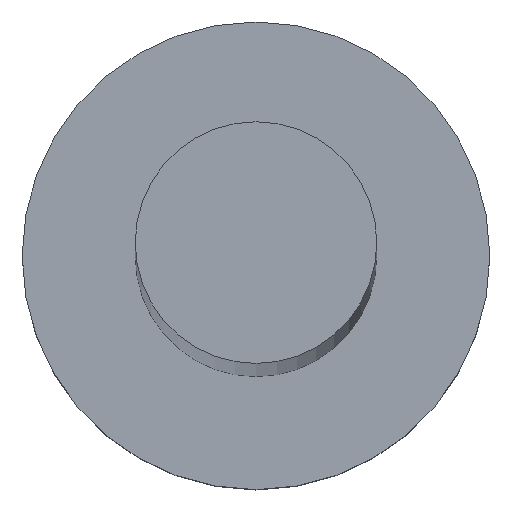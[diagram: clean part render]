
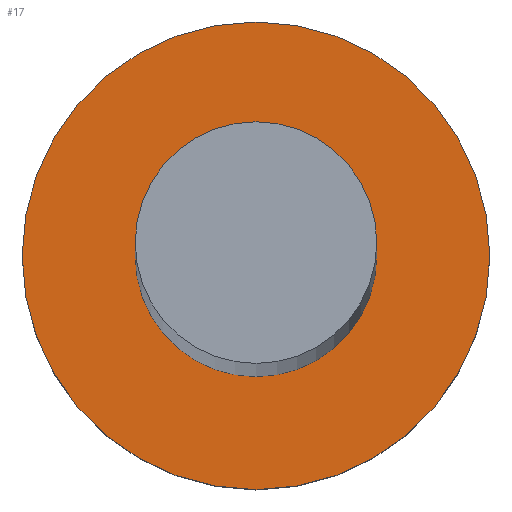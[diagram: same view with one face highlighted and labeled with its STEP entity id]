
A CAD part, top view. The second image highlights one B-rep face of the part: STEP entity #17.
In plain terms, the highlighted planar face has unit normal (0, 0, 1).
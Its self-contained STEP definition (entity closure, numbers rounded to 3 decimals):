
#16 = DIRECTION ( 'NONE',  ( 1., 0., 0. ) ) ;
#17 = ADVANCED_FACE ( 'NONE', ( #83, #66 ), #26, .T. ) ;
#26 = PLANE ( 'NONE',  #250 ) ;
#32 = EDGE_CURVE ( 'NONE', #149, #56, #161, .T. ) ;
#34 = AXIS2_PLACEMENT_3D ( 'NONE', #84, #150, #107 ) ;
#37 = VERTEX_POINT ( 'NONE', #67 ) ;
#46 = DIRECTION ( 'NONE',  ( 0., 0., 1. ) ) ;
#47 = CARTESIAN_POINT ( 'NONE',  ( -3.1, 0., 5. ) ) ;
#56 = VERTEX_POINT ( 'NONE', #47 ) ;
#64 = AXIS2_PLACEMENT_3D ( 'NONE', #232, #93, #16 ) ;
#66 = FACE_OUTER_BOUND ( 'NONE', #80, .T. ) ;
#67 = CARTESIAN_POINT ( 'NONE',  ( -6., 0., 5. ) ) ;
#80 = EDGE_LOOP ( 'NONE', ( #170, #125 ) ) ;
#83 = FACE_BOUND ( 'NONE', #213, .T. ) ;
#84 = CARTESIAN_POINT ( 'NONE',  ( 0., 0., 5. ) ) ;
#88 = DIRECTION ( 'NONE',  ( 0., 0., 1. ) ) ;
#89 = AXIS2_PLACEMENT_3D ( 'NONE', #227, #126, #105 ) ;
#93 = DIRECTION ( 'NONE',  ( 0., 0., 1. ) ) ;
#96 = VERTEX_POINT ( 'NONE', #127 ) ;
#99 = EDGE_CURVE ( 'NONE', #96, #37, #217, .T. ) ;
#103 = DIRECTION ( 'NONE',  ( 1., 0., 0. ) ) ;
#105 = DIRECTION ( 'NONE',  ( 1., 0., 0. ) ) ;
#107 = DIRECTION ( 'NONE',  ( 1., 0., 0. ) ) ;
#109 = AXIS2_PLACEMENT_3D ( 'NONE', #148, #46, #103 ) ;
#125 = ORIENTED_EDGE ( 'NONE', *, *, #99, .T. ) ;
#126 = DIRECTION ( 'NONE',  ( 0., 0., 1. ) ) ;
#127 = CARTESIAN_POINT ( 'NONE',  ( 6., 0., 5. ) ) ;
#134 = ORIENTED_EDGE ( 'NONE', *, *, #144, .F. ) ;
#144 = EDGE_CURVE ( 'NONE', #56, #149, #151, .T. ) ;
#148 = CARTESIAN_POINT ( 'NONE',  ( 0., 0., 5. ) ) ;
#149 = VERTEX_POINT ( 'NONE', #249 ) ;
#150 = DIRECTION ( 'NONE',  ( 0., 0., 1. ) ) ;
#151 = CIRCLE ( 'NONE', #34, 3.1 ) ;
#161 = CIRCLE ( 'NONE', #89, 3.1 ) ;
#170 = ORIENTED_EDGE ( 'NONE', *, *, #234, .T. ) ;
#191 = CIRCLE ( 'NONE', #64, 6. ) ;
#197 = ORIENTED_EDGE ( 'NONE', *, *, #32, .F. ) ;
#211 = CARTESIAN_POINT ( 'NONE',  ( 0., 0., 5. ) ) ;
#213 = EDGE_LOOP ( 'NONE', ( #134, #197 ) ) ;
#217 = CIRCLE ( 'NONE', #109, 6. ) ;
#227 = CARTESIAN_POINT ( 'NONE',  ( 0., 0., 5. ) ) ;
#232 = CARTESIAN_POINT ( 'NONE',  ( 0., 0., 5. ) ) ;
#234 = EDGE_CURVE ( 'NONE', #37, #96, #191, .T. ) ;
#245 = DIRECTION ( 'NONE',  ( 1., 0., 0. ) ) ;
#249 = CARTESIAN_POINT ( 'NONE',  ( 3.1, 0., 5. ) ) ;
#250 = AXIS2_PLACEMENT_3D ( 'NONE', #211, #88, #245 ) ;
